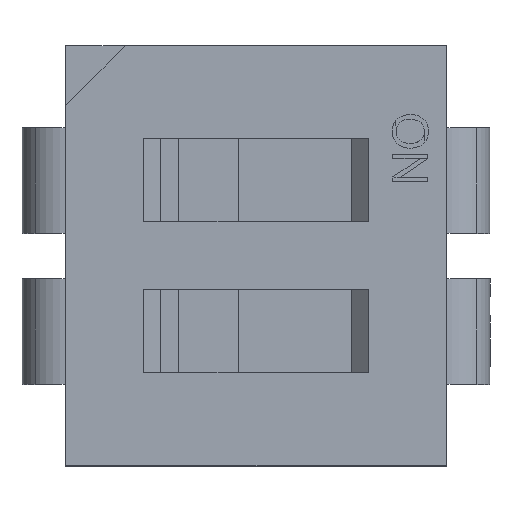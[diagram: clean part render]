
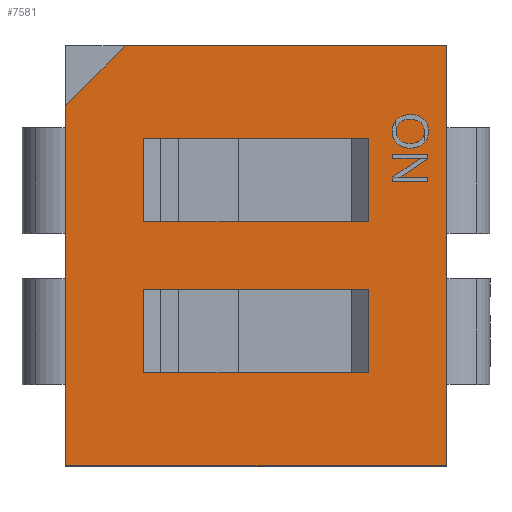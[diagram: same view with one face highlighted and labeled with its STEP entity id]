
A CAD part, top view. The second image highlights one B-rep face of the part: STEP entity #7581.
In plain terms, the highlighted planar face has unit normal (0, 0, 1).
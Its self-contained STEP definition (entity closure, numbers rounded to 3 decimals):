
#6957=CARTESIAN_POINT('',(3.2,-3.532,4.5));
#6958=VERTEX_POINT('',#6957);
#6959=CARTESIAN_POINT('',(-3.2,-3.532,4.5));
#6960=VERTEX_POINT('',#6959);
#6961=CARTESIAN_POINT('',(3.2,-3.532,4.5));
#6962=DIRECTION('',(-1.0,0.0,0.0));
#6963=VECTOR('',#6962,6.4);
#6964=LINE('',#6961,#6963);
#6965=EDGE_CURVE('',#6958,#6960,#6964,.T.);
#6997=CARTESIAN_POINT('',(3.2,3.53,4.5));
#6998=VERTEX_POINT('',#6997);
#6999=CARTESIAN_POINT('',(3.2,3.53,4.5));
#7000=DIRECTION('',(0.0,-1.0,0.0));
#7001=VECTOR('',#7000,7.062);
#7002=LINE('',#6999,#7001);
#7003=EDGE_CURVE('',#6998,#6958,#7002,.T.);
#7264=CARTESIAN_POINT('',(1.9,1.97,4.5));
#7265=VERTEX_POINT('',#7264);
#7273=CARTESIAN_POINT('',(1.9,0.57,4.5));
#7274=VERTEX_POINT('',#7273);
#7281=CARTESIAN_POINT('',(1.9,0.57,4.5));
#7282=DIRECTION('',(0.0,1.0,0.0));
#7283=VECTOR('',#7282,1.4);
#7284=LINE('',#7281,#7283);
#7285=EDGE_CURVE('',#7274,#7265,#7284,.T.);
#7298=CARTESIAN_POINT('',(-1.9,1.97,4.5));
#7299=VERTEX_POINT('',#7298);
#7300=CARTESIAN_POINT('',(-1.9,1.97,4.5));
#7301=DIRECTION('',(1.0,0.0,0.0));
#7302=VECTOR('',#7301,3.8);
#7303=LINE('',#7300,#7302);
#7304=EDGE_CURVE('',#7299,#7265,#7303,.T.);
#7321=CARTESIAN_POINT('',(-1.9,0.57,4.5));
#7322=VERTEX_POINT('',#7321);
#7331=CARTESIAN_POINT('',(-1.9,1.97,4.5));
#7332=DIRECTION('',(0.0,-1.0,0.0));
#7333=VECTOR('',#7332,1.4);
#7334=LINE('',#7331,#7333);
#7335=EDGE_CURVE('',#7299,#7322,#7334,.T.);
#7348=CARTESIAN_POINT('',(-1.9,0.57,4.5));
#7349=DIRECTION('',(1.0,0.0,0.0));
#7350=VECTOR('',#7349,3.8);
#7351=LINE('',#7348,#7350);
#7352=EDGE_CURVE('',#7322,#7274,#7351,.T.);
#7364=CARTESIAN_POINT('',(-1.9,-1.97,4.5));
#7365=VERTEX_POINT('',#7364);
#7373=CARTESIAN_POINT('',(-1.9,-0.57,4.5));
#7374=VERTEX_POINT('',#7373);
#7381=CARTESIAN_POINT('',(-1.9,-0.57,4.5));
#7382=DIRECTION('',(0.0,-1.0,0.0));
#7383=VECTOR('',#7382,1.4);
#7384=LINE('',#7381,#7383);
#7385=EDGE_CURVE('',#7374,#7365,#7384,.T.);
#7398=CARTESIAN_POINT('',(1.9,-1.97,4.5));
#7399=VERTEX_POINT('',#7398);
#7400=CARTESIAN_POINT('',(-1.9,-1.97,4.5));
#7401=DIRECTION('',(1.0,0.0,0.0));
#7402=VECTOR('',#7401,3.8);
#7403=LINE('',#7400,#7402);
#7404=EDGE_CURVE('',#7365,#7399,#7403,.T.);
#7421=CARTESIAN_POINT('',(1.9,-0.57,4.5));
#7422=VERTEX_POINT('',#7421);
#7431=CARTESIAN_POINT('',(1.9,-1.97,4.5));
#7432=DIRECTION('',(0.0,1.0,0.0));
#7433=VECTOR('',#7432,1.4);
#7434=LINE('',#7431,#7433);
#7435=EDGE_CURVE('',#7399,#7422,#7434,.T.);
#7448=CARTESIAN_POINT('',(-1.9,-0.57,4.5));
#7449=DIRECTION('',(1.0,0.0,0.0));
#7450=VECTOR('',#7449,3.8);
#7451=LINE('',#7448,#7450);
#7452=EDGE_CURVE('',#7374,#7422,#7451,.T.);
#7464=CARTESIAN_POINT('',(-3.2,2.53,4.5));
#7465=VERTEX_POINT('',#7464);
#7488=CARTESIAN_POINT('',(-3.2,-3.532,4.5));
#7489=DIRECTION('',(0.0,1.0,0.0));
#7490=VECTOR('',#7489,6.062);
#7491=LINE('',#7488,#7490);
#7492=EDGE_CURVE('',#6960,#7465,#7491,.T.);
#7504=CARTESIAN_POINT('',(-2.2,3.53,4.5));
#7505=VERTEX_POINT('',#7504);
#7506=CARTESIAN_POINT('',(-2.2,3.53,4.5));
#7507=DIRECTION('',(-0.707,-0.707,0.0));
#7508=VECTOR('',#7507,1.414);
#7509=LINE('',#7506,#7508);
#7510=EDGE_CURVE('',#7505,#7465,#7509,.T.);
#7527=CARTESIAN_POINT('',(-2.2,3.53,4.5));
#7528=DIRECTION('',(1.0,0.0,0.0));
#7529=VECTOR('',#7528,5.4);
#7530=LINE('',#7527,#7529);
#7531=EDGE_CURVE('',#7505,#6998,#7530,.T.);
#7557=CARTESIAN_POINT('',(0.,-7.62,4.5));
#7558=DIRECTION('',(0.0,0.0,1.0));
#7559=DIRECTION('',(0.0,-1.0,0.0));
#7560=AXIS2_PLACEMENT_3D('',#7557,#7558,#7559);
#7561=PLANE('',#7560);
#7562=ORIENTED_EDGE('',*,*,#6965,.F.);
#7563=ORIENTED_EDGE('',*,*,#7003,.F.);
#7564=ORIENTED_EDGE('',*,*,#7531,.F.);
#7565=ORIENTED_EDGE('',*,*,#7510,.T.);
#7566=ORIENTED_EDGE('',*,*,#7492,.F.);
#7567=EDGE_LOOP('',(#7562,#7563,#7564,#7565,#7566));
#7568=FACE_OUTER_BOUND('',#7567,.T.);
#7569=ORIENTED_EDGE('',*,*,#7452,.T.);
#7570=ORIENTED_EDGE('',*,*,#7435,.F.);
#7571=ORIENTED_EDGE('',*,*,#7404,.F.);
#7572=ORIENTED_EDGE('',*,*,#7385,.F.);
#7573=EDGE_LOOP('',(#7569,#7570,#7571,#7572));
#7574=FACE_BOUND('',#7573,.T.);
#7575=ORIENTED_EDGE('',*,*,#7352,.F.);
#7576=ORIENTED_EDGE('',*,*,#7335,.F.);
#7577=ORIENTED_EDGE('',*,*,#7304,.T.);
#7578=ORIENTED_EDGE('',*,*,#7285,.F.);
#7579=EDGE_LOOP('',(#7575,#7576,#7577,#7578));
#7580=FACE_BOUND('',#7579,.T.);
#7581=ADVANCED_FACE('',(#7568,#7574,#7580),#7561,.T.);
